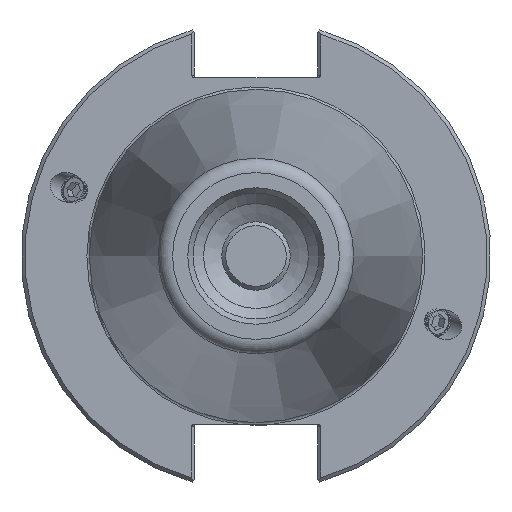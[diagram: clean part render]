
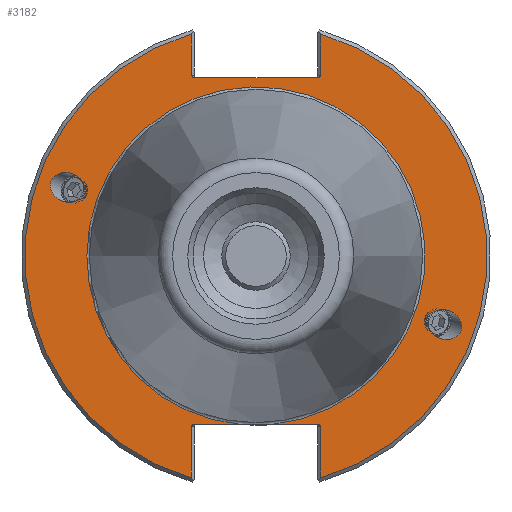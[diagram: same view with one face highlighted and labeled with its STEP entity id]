
A CAD part, left-side view. The second image highlights one B-rep face of the part: STEP entity #3182.
In plain terms, the highlighted planar face has unit normal (-1, 0, 0).
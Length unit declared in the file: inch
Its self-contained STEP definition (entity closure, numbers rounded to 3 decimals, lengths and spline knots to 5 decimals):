
#226=ELLIPSE('',#3377,0.14649,0.12);
#227=ELLIPSE('',#3385,0.14649,0.12);
#231=ELLIPSE('',#3460,0.02828,0.02);
#235=ELLIPSE('',#3469,0.02828,0.02);
#236=ELLIPSE('',#3473,0.02828,0.02);
#240=ELLIPSE('',#3482,0.02828,0.02);
#383=FACE_BOUND('',#867,.T.);
#384=FACE_BOUND('',#868,.T.);
#469=PLANE('',#3493);
#614=FACE_OUTER_BOUND('',#866,.T.);
#866=EDGE_LOOP('',(#2614,#2615,#2616,#2617,#2618,#2619,#2620,#2621,#2622,
#2623,#2624,#2625,#2626,#2627));
#867=EDGE_LOOP('',(#2628));
#868=EDGE_LOOP('',(#2629));
#1111=CIRCLE('',#3491,1.395);
#1113=CIRCLE('',#3494,1.9075);
#1114=CIRCLE('',#3495,1.9075);
#1237=LINE('',#6174,#1387);
#1245=LINE('',#6206,#1395);
#1253=LINE('',#6237,#1403);
#1261=LINE('',#6269,#1411);
#1263=LINE('',#6294,#1413);
#1264=LINE('',#6296,#1414);
#1265=LINE('',#6298,#1415);
#1387=VECTOR('',#4085,0.33967);
#1395=VECTOR('',#4111,0.42367);
#1403=VECTOR('',#4135,0.42367);
#1411=VECTOR('',#4161,0.33967);
#1413=VECTOR('',#4173,0.36464);
#1414=VECTOR('',#4176,1.00843);
#1415=VECTOR('',#4179,0.36464);
#1539=VERTEX_POINT('',#4945);
#1542=VERTEX_POINT('',#4956);
#1637=VERTEX_POINT('',#6159);
#1638=VERTEX_POINT('',#6161);
#1641=VERTEX_POINT('',#6173);
#1646=VERTEX_POINT('',#6191);
#1647=VERTEX_POINT('',#6193);
#1650=VERTEX_POINT('',#6205);
#1652=VERTEX_POINT('',#6213);
#1653=VERTEX_POINT('',#6214);
#1659=VERTEX_POINT('',#6233);
#1662=VERTEX_POINT('',#6247);
#1663=VERTEX_POINT('',#6249);
#1668=VERTEX_POINT('',#6265);
#1670=VERTEX_POINT('',#6277);
#1671=VERTEX_POINT('',#6278);
#1863=EDGE_CURVE('',#1539,#1539,#226,.T.);
#1866=EDGE_CURVE('',#1542,#1542,#227,.T.);
#1984=EDGE_CURVE('',#1637,#1638,#231,.T.);
#1989=EDGE_CURVE('',#1638,#1641,#1237,.T.);
#1998=EDGE_CURVE('',#1646,#1647,#235,.T.);
#2003=EDGE_CURVE('',#1647,#1650,#1245,.T.);
#2006=EDGE_CURVE('',#1652,#1653,#236,.T.);
#2017=EDGE_CURVE('',#1659,#1652,#1253,.T.);
#2022=EDGE_CURVE('',#1662,#1663,#240,.T.);
#2031=EDGE_CURVE('',#1668,#1662,#1261,.T.);
#2035=EDGE_CURVE('',#1670,#1671,#1111,.T.);
#2037=EDGE_CURVE('',#1653,#1670,#1263,.T.);
#2038=EDGE_CURVE('',#1641,#1659,#1113,.T.);
#2039=EDGE_CURVE('',#1663,#1637,#1264,.T.);
#2040=EDGE_CURVE('',#1650,#1668,#1114,.T.);
#2041=EDGE_CURVE('',#1671,#1646,#1265,.T.);
#2614=ORIENTED_EDGE('',*,*,#2035,.F.);
#2615=ORIENTED_EDGE('',*,*,#2037,.F.);
#2616=ORIENTED_EDGE('',*,*,#2006,.F.);
#2617=ORIENTED_EDGE('',*,*,#2017,.F.);
#2618=ORIENTED_EDGE('',*,*,#2038,.F.);
#2619=ORIENTED_EDGE('',*,*,#1989,.F.);
#2620=ORIENTED_EDGE('',*,*,#1984,.F.);
#2621=ORIENTED_EDGE('',*,*,#2039,.F.);
#2622=ORIENTED_EDGE('',*,*,#2022,.F.);
#2623=ORIENTED_EDGE('',*,*,#2031,.F.);
#2624=ORIENTED_EDGE('',*,*,#2040,.F.);
#2625=ORIENTED_EDGE('',*,*,#2003,.F.);
#2626=ORIENTED_EDGE('',*,*,#1998,.F.);
#2627=ORIENTED_EDGE('',*,*,#2041,.F.);
#2628=ORIENTED_EDGE('',*,*,#1863,.T.);
#2629=ORIENTED_EDGE('',*,*,#1866,.T.);
#3182=ADVANCED_FACE('',(#614,#383,#384),#469,.T.);
#3377=AXIS2_PLACEMENT_3D('',#4946,#3868,#3869);
#3385=AXIS2_PLACEMENT_3D('',#4957,#3884,#3885);
#3460=AXIS2_PLACEMENT_3D('',#6162,#4076,#4077);
#3469=AXIS2_PLACEMENT_3D('',#6194,#4102,#4103);
#3473=AXIS2_PLACEMENT_3D('',#6215,#4115,#4116);
#3482=AXIS2_PLACEMENT_3D('',#6250,#4143,#4144);
#3491=AXIS2_PLACEMENT_3D('',#6290,#4167,#4168);
#3493=AXIS2_PLACEMENT_3D('',#6293,#4171,#4172);
#3494=AXIS2_PLACEMENT_3D('',#6295,#4174,#4175);
#3495=AXIS2_PLACEMENT_3D('',#6297,#4177,#4178);
#3868=DIRECTION('center_axis',(1.,0.,0.));
#3869=DIRECTION('ref_axis',(0.,-0.94,-0.342));
#3884=DIRECTION('center_axis',(1.,0.,0.));
#3885=DIRECTION('ref_axis',(0.,0.94,0.342));
#4076=DIRECTION('center_axis',(-1.,0.,0.));
#4077=DIRECTION('ref_axis',(0.,-1.,0.));
#4085=DIRECTION('',(0.,0.,1.));
#4102=DIRECTION('center_axis',(-1.,0.,0.));
#4103=DIRECTION('ref_axis',(0.,1.,0.));
#4111=DIRECTION('',(0.,0.,-1.));
#4115=DIRECTION('center_axis',(-1.,0.,0.));
#4116=DIRECTION('ref_axis',(0.,-1.,0.));
#4135=DIRECTION('',(0.,0.,1.));
#4143=DIRECTION('center_axis',(-1.,0.,0.));
#4144=DIRECTION('ref_axis',(0.,1.,0.));
#4161=DIRECTION('',(0.,0.,-1.));
#4167=DIRECTION('center_axis',(-1.,0.,0.));
#4168=DIRECTION('ref_axis',(0.,-1.,0.));
#4171=DIRECTION('center_axis',(-1.,0.,0.));
#4172=DIRECTION('ref_axis',(0.,0.,1.));
#4173=DIRECTION('',(0.,1.,0.));
#4174=DIRECTION('center_axis',(1.,0.,0.));
#4175=DIRECTION('ref_axis',(0.,-1.,0.));
#4176=DIRECTION('',(0.,-1.,0.));
#4177=DIRECTION('center_axis',(1.,0.,0.));
#4178=DIRECTION('ref_axis',(0.,1.,0.));
#4179=DIRECTION('',(0.,1.,0.));
#4945=CARTESIAN_POINT('',(0.125,-1.41616,-0.51544));
#4946=CARTESIAN_POINT('Origin',(0.125,-1.55382,-0.56555));
#4956=CARTESIAN_POINT('',(0.125,1.41616,0.51544));
#4957=CARTESIAN_POINT('Origin',(0.125,1.55382,0.56555));
#6159=CARTESIAN_POINT('',(0.125,-0.50422,1.472));
#6161=CARTESIAN_POINT('',(0.125,-0.5325,1.492));
#6162=CARTESIAN_POINT('Origin',(0.125,-0.50422,1.492));
#6173=CARTESIAN_POINT('',(0.125,-0.5325,1.83167));
#6174=CARTESIAN_POINT('',(0.125,-0.5325,0.736));
#6191=CARTESIAN_POINT('',(0.125,0.50422,-1.388));
#6193=CARTESIAN_POINT('',(0.125,0.5325,-1.408));
#6194=CARTESIAN_POINT('Origin',(0.125,0.50422,-1.408));
#6205=CARTESIAN_POINT('',(0.125,0.5325,-1.83167));
#6206=CARTESIAN_POINT('',(0.125,0.5325,-0.694));
#6213=CARTESIAN_POINT('',(0.125,-0.5325,-1.408));
#6214=CARTESIAN_POINT('',(0.125,-0.50422,-1.388));
#6215=CARTESIAN_POINT('Origin',(0.125,-0.50422,-1.408));
#6233=CARTESIAN_POINT('',(0.125,-0.5325,-1.83167));
#6237=CARTESIAN_POINT('',(0.125,-0.5325,-0.694));
#6247=CARTESIAN_POINT('',(0.125,0.5325,1.492));
#6249=CARTESIAN_POINT('',(0.125,0.50422,1.472));
#6250=CARTESIAN_POINT('Origin',(0.125,0.50422,1.492));
#6265=CARTESIAN_POINT('',(0.125,0.5325,1.83167));
#6269=CARTESIAN_POINT('',(0.125,0.5325,0.736));
#6277=CARTESIAN_POINT('',(0.125,-0.13957,-1.388));
#6278=CARTESIAN_POINT('',(0.125,0.13957,-1.388));
#6290=CARTESIAN_POINT('Origin',(0.125,0.,0.));
#6293=CARTESIAN_POINT('Origin',(0.125,1.65625,0.));
#6294=CARTESIAN_POINT('',(0.125,0.82813,-1.388));
#6295=CARTESIAN_POINT('Origin',(0.125,0.,0.));
#6296=CARTESIAN_POINT('',(0.125,0.82813,1.472));
#6297=CARTESIAN_POINT('Origin',(0.125,0.,0.));
#6298=CARTESIAN_POINT('',(0.125,0.82813,-1.388));
